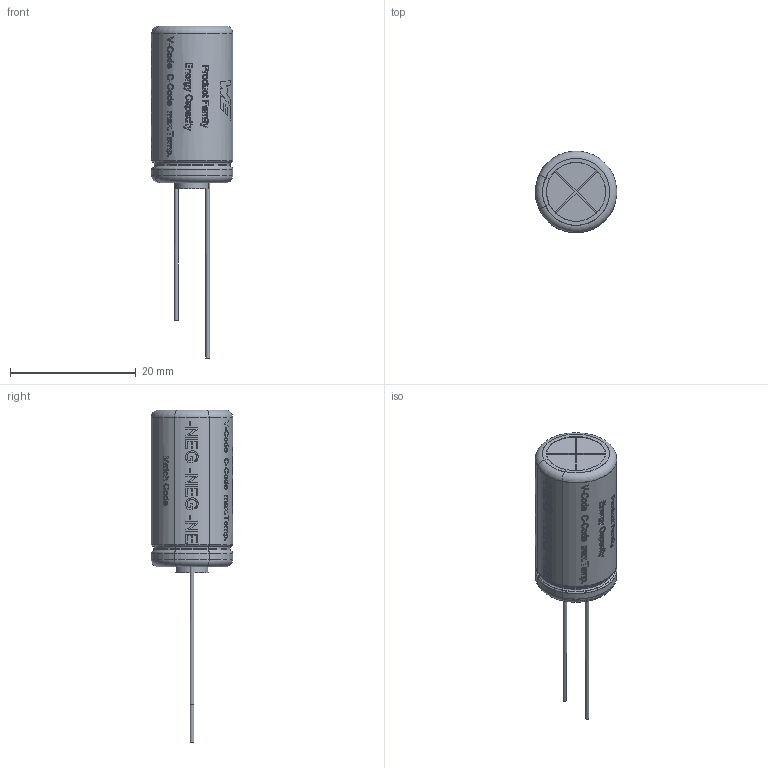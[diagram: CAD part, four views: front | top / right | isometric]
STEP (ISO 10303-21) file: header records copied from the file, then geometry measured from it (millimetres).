
FILE_DESCRIPTION(/* description */ ('Unknown'),/* implementation_level */ '2;1');
FILE_NAME(/* name */ '850627021005',/* time_stamp */ '2024-04-05T13:57:35+02:00',/* author */ ('Unknown'),/* organization */ ('Unknown'),/* preprocessor_version */ 'ST-DEVELOPER v18.102',/* originating_system */ 'Unknown',/* authorisation */ ' ');
FILE_SCHEMA (('CONFIG_CONTROL_DESIGN'));
Length unit declared in the file: metre
Products named in the file (1): id2
Bounding box: 12.97 x 12.98 x 52.9 mm (x, y, z)
Volume: 3281.2 mm3; surface area: 3770.6 mm2
Topology: 2 solids, 5 shells, 710 faces, 1785 edges, 1185 vertices
Faces by surface type: plane 348, bspline 217, cylinder 121, torus 24
Full cylindrical faces by diameter (mm): 0.6 x2, 7.222 x1, 7.583 x1, 8.667 x1, 9.028 x1, 9.389 x2, 10.686 x2, 11.942 x1, 11.962 x1, 12.78 x2, 12.8 x2
Entity records: 38670 total; most frequent: CARTESIAN_POINT 17988, ORIENTED_EDGE 3468, DIRECTION 2635, EDGE_CURVE 1734, VERTEX_POINT 1179, LINE 929, VECTOR 929, EDGE_LOOP 861
